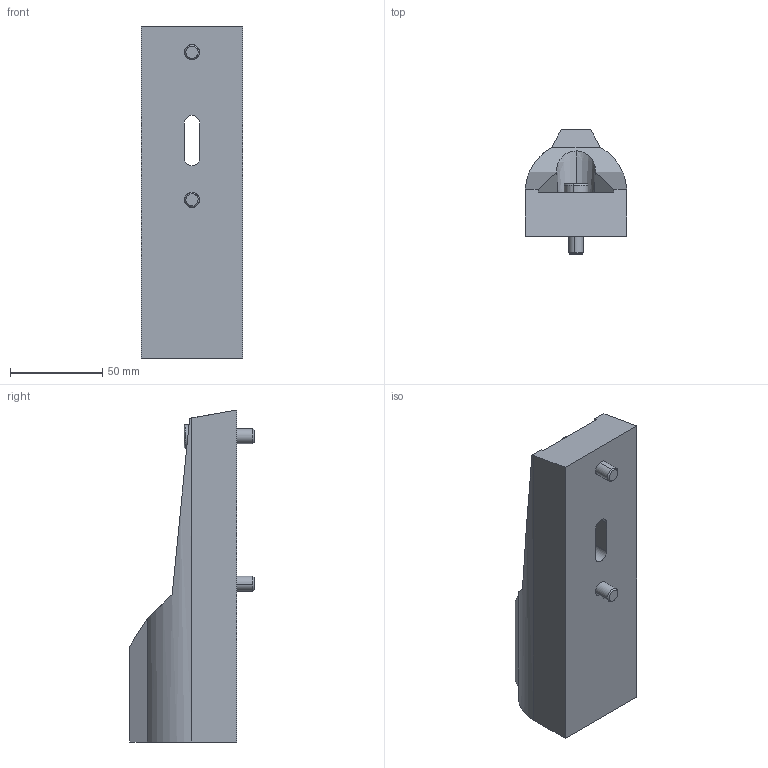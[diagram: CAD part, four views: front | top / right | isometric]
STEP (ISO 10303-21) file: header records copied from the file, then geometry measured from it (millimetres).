
FILE_DESCRIPTION (( 'STEP AP214' ), '1' );
FILE_NAME ('V31 Îñíîâàíèå áîêîâîå (âèíò).STEP', '2019-06-04T07:46:46', ( 'Ïîëüçîâàòåëü Windows' ), ( '' ), 'SwSTEP 2.0', 'SolidWorks 2018', '' );
FILE_SCHEMA (( 'AUTOMOTIVE_DESIGN' ));
Length unit declared in the file: millimetre
Products named in the file (5): curved spring lock washer_din_Spring washer DIN 128 - A8; socket set screw flat point_din_DIN 913 - M10 x 12-N; V31 Îñíîâàíèå áîêîâîå (âèíò); socket head cap screw_din_DIN 912 M8 x 30 --- 30N; SNSK.17.01.00_Îñíîâàíèå áîêîâîå(V31)
Assembly tree (7 placements, depth 2):
  V31 Îñíîâàíèå áîêîâîå (âèíò)
    SNSK.17.01.00_Îñíîâàíèå áîêîâîå(V31)
    socket head cap screw_din_DIN 912 M8 x 30 --- 30N  x2
    socket set screw flat point_din_DIN 913 - M10 x 12-N  x2
    curved spring lock washer_din_Spring washer DIN 128 - A8  x2
Bounding box: 55 x 67.5 x 180 mm (x, y, z)
Volume: 271789.4 mm3; surface area: 53465.4 mm2
Topology: 7 solids, 7 shells, 150 faces, 343 edges, 214 vertices
Faces by surface type: plane 80, cylinder 40, cone 18, torus 12
Entity records: 3271 total; most frequent: CARTESIAN_POINT 674, DIRECTION 517, ORIENTED_EDGE 466, EDGE_CURVE 233, AXIS2_PLACEMENT_3D 192, VERTEX_POINT 149, VECTOR 133, LINE 133
